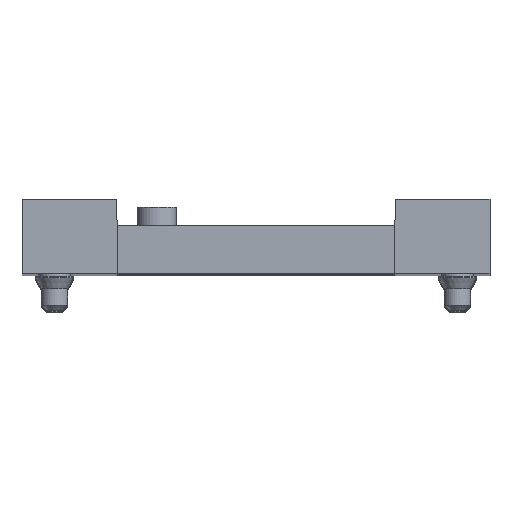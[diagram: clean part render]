
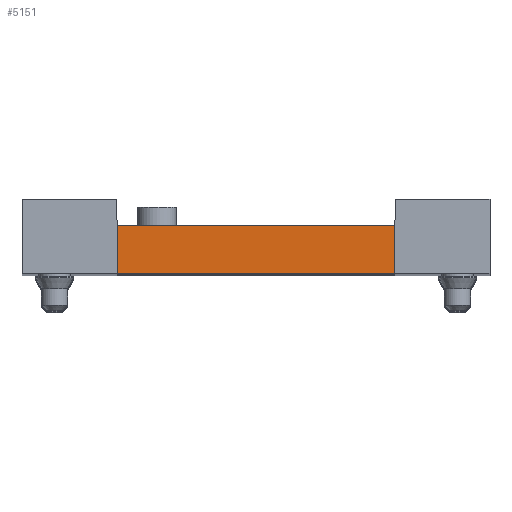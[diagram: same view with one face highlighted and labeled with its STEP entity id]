
A CAD part, top view. The second image highlights one B-rep face of the part: STEP entity #5151.
In plain terms, the highlighted planar face has unit normal (0, 0, 1).
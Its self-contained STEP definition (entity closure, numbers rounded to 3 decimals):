
#5151=ADVANCED_FACE('',(#10429),#10430,.T.);
#10429=FACE_OUTER_BOUND('',#15792,.T.);
#10430=PLANE('',#15793);
#15792=EDGE_LOOP('',(#29396,#29397,#29398,#29399));
#15793=AXIS2_PLACEMENT_3D('',#29400,#29401,#29402);
#29396=ORIENTED_EDGE('',*,*,#34759,.F.);
#29397=ORIENTED_EDGE('',*,*,#34824,.F.);
#29398=ORIENTED_EDGE('',*,*,#34825,.F.);
#29399=ORIENTED_EDGE('',*,*,#34820,.F.);
#29400=CARTESIAN_POINT('',(0.0,1.5,25.0));
#29401=DIRECTION('',(0.0,0.0,1.0));
#29402=DIRECTION('',(1.0,0.0,0.0));
#34759=EDGE_CURVE('',#41827,#41829,#41830,.T.);
#34820=EDGE_CURVE('',#41829,#41915,#41916,.T.);
#34824=EDGE_CURVE('',#41921,#41827,#41922,.T.);
#34825=EDGE_CURVE('',#41915,#41921,#41923,.T.);
#41827=VERTEX_POINT('',#50475);
#41829=VERTEX_POINT('',#50478);
#41830=LINE('',#50479,#50480);
#41915=VERTEX_POINT('',#50602);
#41916=LINE('',#50603,#50604);
#41921=VERTEX_POINT('',#50611);
#41922=LINE('',#50612,#50613);
#41923=LINE('',#50614,#50615);
#50475=CARTESIAN_POINT('',(-5.25,1.8,25.0));
#50478=CARTESIAN_POINT('',(5.25,1.8,25.0));
#50479=CARTESIAN_POINT('',(0.,1.8,25.0));
#50480=VECTOR('',#57752,1.0);
#50602=CARTESIAN_POINT('',(5.25,0.,25.0));
#50603=CARTESIAN_POINT('',(5.25,1.5,25.0));
#50604=VECTOR('',#57808,1.0);
#50611=CARTESIAN_POINT('',(-5.25,0.,25.0));
#50612=CARTESIAN_POINT('',(-5.25,1.5,25.0));
#50613=VECTOR('',#57811,1.0);
#50614=CARTESIAN_POINT('',(0.0,0.,25.0));
#50615=VECTOR('',#57812,1.0);
#57752=DIRECTION('',(1.0,0.,0.0));
#57808=DIRECTION('',(0.0,-1.0,0.0));
#57811=DIRECTION('',(0.0,1.0,0.0));
#57812=DIRECTION('',(-1.0,0.0,0.0));
